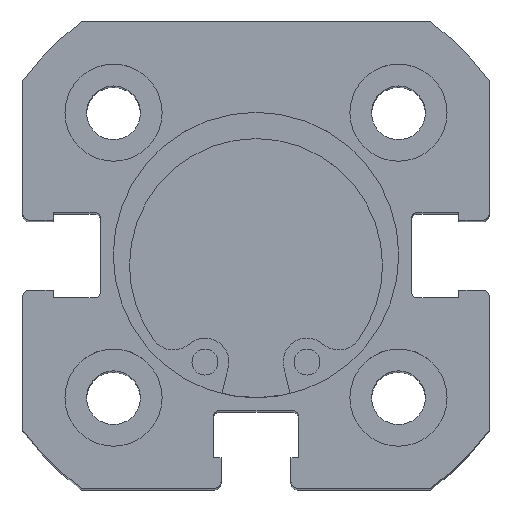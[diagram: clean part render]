
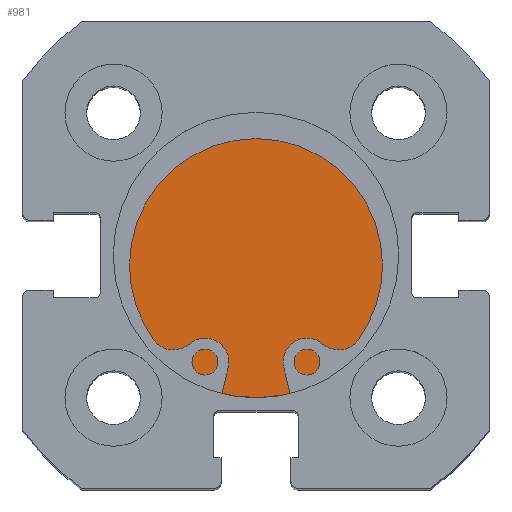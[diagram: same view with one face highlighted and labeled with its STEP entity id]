
A CAD part, top view. The second image highlights one B-rep face of the part: STEP entity #981.
In plain terms, the highlighted face is planar.
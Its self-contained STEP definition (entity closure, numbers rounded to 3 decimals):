
#129 = EDGE_LOOP ( 'NONE', ( #802, #801 ) ) ;
#801 = ORIENTED_EDGE ( 'NONE', *, *, #1269, .F. ) ;
#802 = ORIENTED_EDGE ( 'NONE', *, *, #1278, .F. ) ;
#981 = ADVANCED_FACE ( 'NONE', ( #2428 ), #2927, .F. ) ;
#1269 = EDGE_CURVE ( 'NONE', #2004, #2006, #4209, .T. ) ;
#1278 = EDGE_CURVE ( 'NONE', #2006, #2004, #4221, .T. ) ;
#1509 = AXIS2_PLACEMENT_3D ( 'NONE', #2926, #2929, #2930 ) ;
#1725 = AXIS2_PLACEMENT_3D ( 'NONE', #4699, #4705, #4706 ) ;
#1733 = AXIS2_PLACEMENT_3D ( 'NONE', #4722, #4730, #4731 ) ;
#2004 = VERTEX_POINT ( 'NONE', #5262 ) ;
#2006 = VERTEX_POINT ( 'NONE', #5264 ) ;
#2428 = FACE_OUTER_BOUND ( 'NONE', #129, .T. ) ;
#2926 = CARTESIAN_POINT ( 'NONE',  ( 6., 11., 0. ) ) ;
#2927 = PLANE ( 'NONE',  #1509 ) ;
#2929 = DIRECTION ( 'NONE',  ( -1., 0., 0. ) ) ;
#2930 = DIRECTION ( 'NONE',  ( 0., 0., 1. ) ) ;
#4209 = CIRCLE ( 'NONE', #1725, 11. ) ;
#4221 = CIRCLE ( 'NONE', #1733, 11. ) ;
#4699 = CARTESIAN_POINT ( 'NONE',  ( 6., 0., 0. ) ) ;
#4705 = DIRECTION ( 'NONE',  ( -1., 0., 0. ) ) ;
#4706 = DIRECTION ( 'NONE',  ( 0., 0., 1. ) ) ;
#4722 = CARTESIAN_POINT ( 'NONE',  ( 6., 0., 0. ) ) ;
#4730 = DIRECTION ( 'NONE',  ( -1., 0., 0. ) ) ;
#4731 = DIRECTION ( 'NONE',  ( 0., 0., 1. ) ) ;
#5262 = CARTESIAN_POINT ( 'NONE',  ( 6., 0., -11. ) ) ;
#5264 = CARTESIAN_POINT ( 'NONE',  ( 6., 0., 11. ) ) ;
